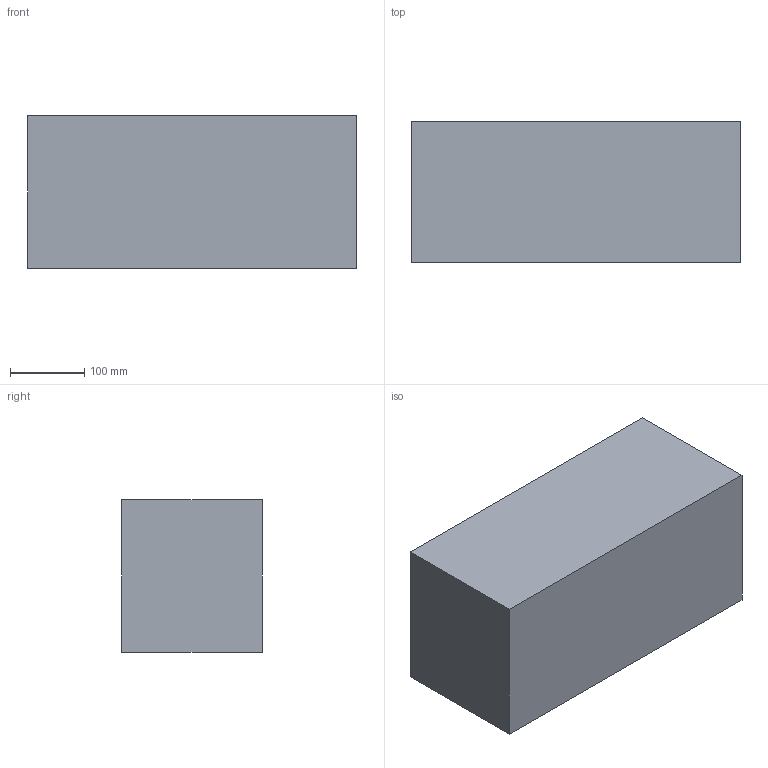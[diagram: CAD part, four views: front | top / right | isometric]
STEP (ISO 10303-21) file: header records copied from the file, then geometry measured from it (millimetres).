
FILE_DESCRIPTION(('STEP AP214'),'1');
FILE_NAME('ExOut_TBM_BOX_TEST_CASE_beryllium_1.stp','2015-03-23T16:02:49',(' '),(' '),'Spatial InterOp 3D',' ',' ');
FILE_SCHEMA(('automotive_design'));
Length unit declared in the file: millimetre
Products named in the file (2): ExOut_TBM_BOX_TEST_CASE_beryllium_1; Component6
Assembly tree (1 placements, depth 2):
  ExOut_TBM_BOX_TEST_CASE_beryllium_1
    Component6
Bounding box: 444 x 190 x 206.5 mm (x, y, z)
Volume: 12122815.3 mm3; surface area: 810437.6 mm2
Topology: 1 solids, 1 shells, 18 faces, 48 edges, 32 vertices
Faces by surface type: plane 14, cylinder 4
Entity records: 760 total; most frequent: CARTESIAN_POINT 100, DIRECTION 96, ORIENTED_EDGE 96, EDGE_CURVE 48, LINE 40, VECTOR 40, VERTEX_POINT 32, AXIS2_PLACEMENT_3D 28
